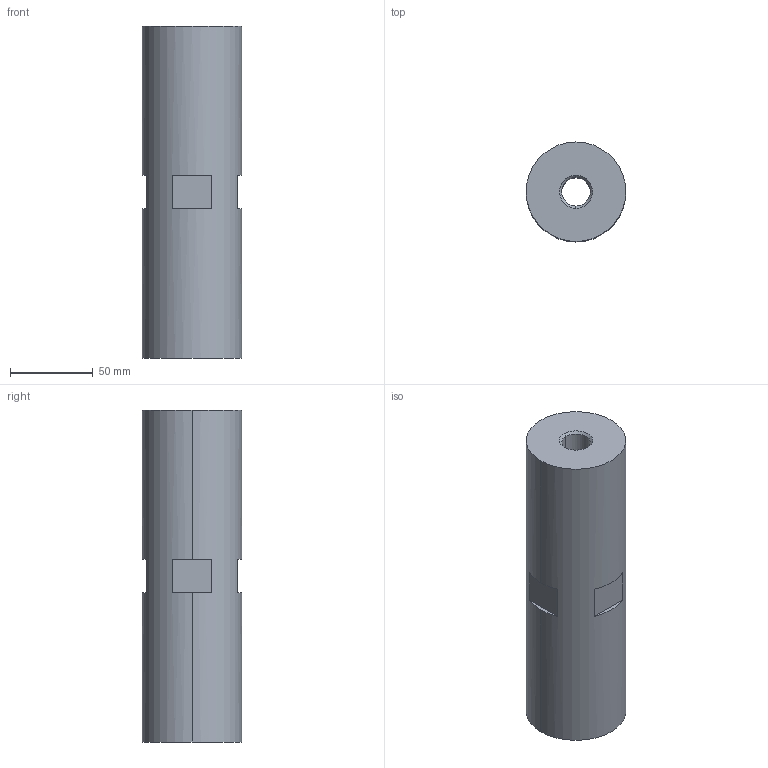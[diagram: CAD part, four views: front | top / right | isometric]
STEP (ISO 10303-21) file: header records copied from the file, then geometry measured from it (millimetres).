
FILE_DESCRIPTION(('STEP AP214'),'1');
FILE_NAME('HALDERN_EH_23310_0172.stp','2020-04-22T11:25:19',('TraceParts'),('TraceParts S.A.'),'Spatial InterOp 3D',' ',' ');
FILE_SCHEMA(('AUTOMOTIVE_DESIGN { 1 0 10303 214 1 1 1 1 }'));
Length unit declared in the file: millimetre
Products named in the file (1): HALDERN_EH_23310_0172
Bounding box: 60 x 60 x 200 mm (x, y, z)
Volume: 515177.4 mm3; surface area: 53936.3 mm2
Topology: 1 solids, 1 shells, 22 faces, 50 edges, 32 vertices
Faces by surface type: plane 14, cylinder 4, cone 4
Entity records: 1240 total; most frequent: DIRECTION 120, STYLED_ITEM 105, PRESENTATION_STYLE_ASSIGNMENT 105, CARTESIAN_POINT 105, COLOUR_RGB 105, ORIENTED_EDGE 100, EDGE_CURVE 50, CURVE_STYLE 50
